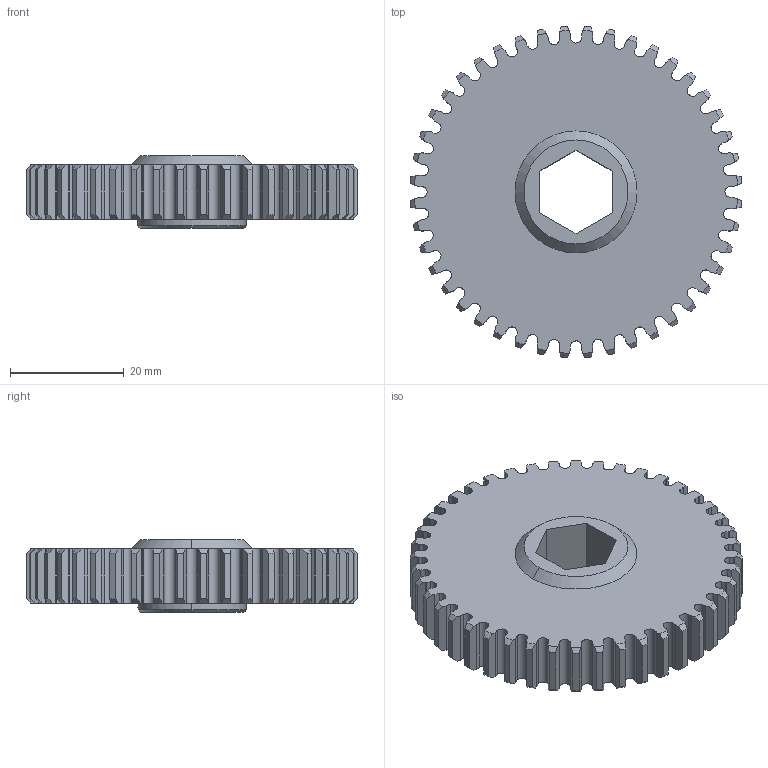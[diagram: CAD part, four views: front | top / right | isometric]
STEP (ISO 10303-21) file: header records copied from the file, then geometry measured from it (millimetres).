
FILE_DESCRIPTION (( 'STEP AP203' ), '1' );
FILE_NAME ('REV-21-1933.STEP', '2023-09-25T16:49:04', ( '' ), ( '' ), 'SwSTEP 2.0', 'SolidWorks 2022', '' );
FILE_SCHEMA (( 'CONFIG_CONTROL_DESIGN' ));
Length unit declared in the file: millimetre
Products named in the file (1): REV-21-1933
Bounding box: 58.34 x 58.34 x 12.7 mm (x, y, z)
Volume: 11381.5 mm3; surface area: 9811.7 mm2
Topology: 1 solids, 1 shells, 490 faces, 1452 edges, 966 vertices
Faces by surface type: bspline 176, cylinder 111, plane 106, cone 93, torus 4
Entity records: 21282 total; most frequent: CARTESIAN_POINT 9423, ORIENTED_EDGE 2904, DIRECTION 1839, EDGE_CURVE 1452, VERTEX_POINT 966, AXIS2_PLACEMENT_3D 642, B_SPLINE_CURVE_WITH_KNOTS 570, LINE 555
